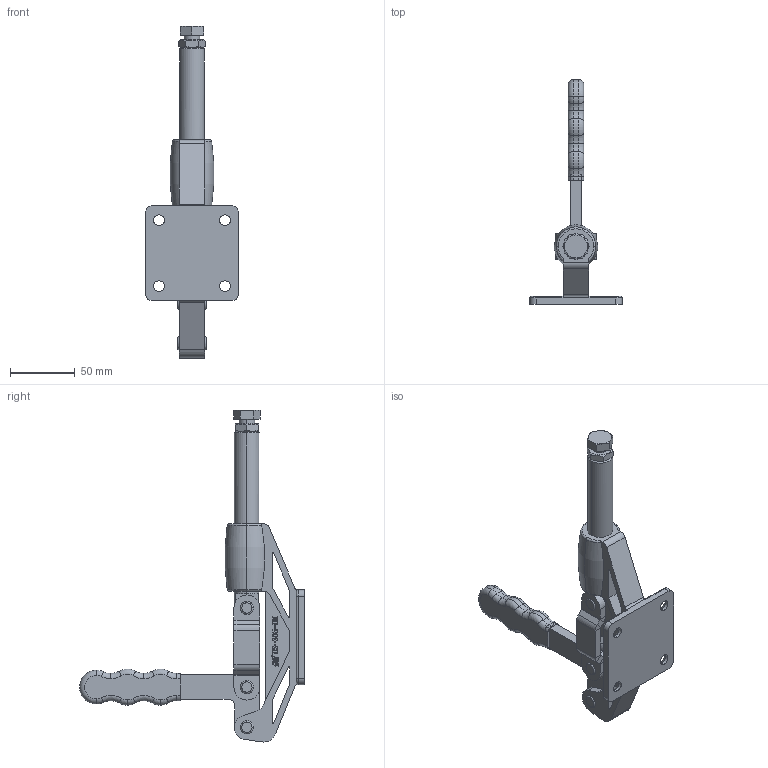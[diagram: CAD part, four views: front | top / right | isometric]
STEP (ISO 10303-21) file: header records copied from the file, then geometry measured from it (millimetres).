
FILE_DESCRIPTION (( 'STEP AP203' ), '1' );
FILE_NAME ('HS-305-HM 装配体.STEP', '2018-12-07T05:55:44', ( 'PCOS' ), ( '微软中国' ), 'SwSTEP 2.0', 'SolidWorks 2012', '' );
FILE_SCHEMA (( 'CONFIG_CONTROL_DESIGN' ));
Length unit declared in the file: millimetre
Products named in the file (9): HS-305-HM 蚾饜极; hex thin nuts-grades ab-chamfered gb_GB_FASTENER_NUT_STNAB M12-N; hexagon head bolts-full thread gb_GB_FASTENER_BOLT_STBAB A M12X60-C; 挴裝; 种1; 忒梟; 忒參; 蟀裝; 菁釱
Assembly tree (11 placements, depth 2):
  HS-305-HM 蚾饜极
    菁釱
    蟀裝  x2
    忒參
    忒梟
    种1  x3
    挴裝
    hexagon head bolts-full thread gb_GB_FASTENER_BOLT_STBAB A M12X60-C
    hex thin nuts-grades ab-chamfered gb_GB_FASTENER_NUT_STNAB M12-N
Bounding box: 71.4 x 173.4 x 255.87 mm (x, y, z)
Volume: 209696.9 mm3; surface area: 72017.1 mm2
Topology: 11 solids, 11 shells, 736 faces, 1897 edges, 1217 vertices
Faces by surface type: plane 367, bspline 142, cylinder 136, torus 59, cone 32
Entity records: 27694 total; most frequent: CARTESIAN_POINT 10702, ORIENTED_EDGE 3542, DIRECTION 2917, EDGE_CURVE 1771, VERTEX_POINT 1145, LINE 1065, VECTOR 1065, AXIS2_PLACEMENT_3D 926
